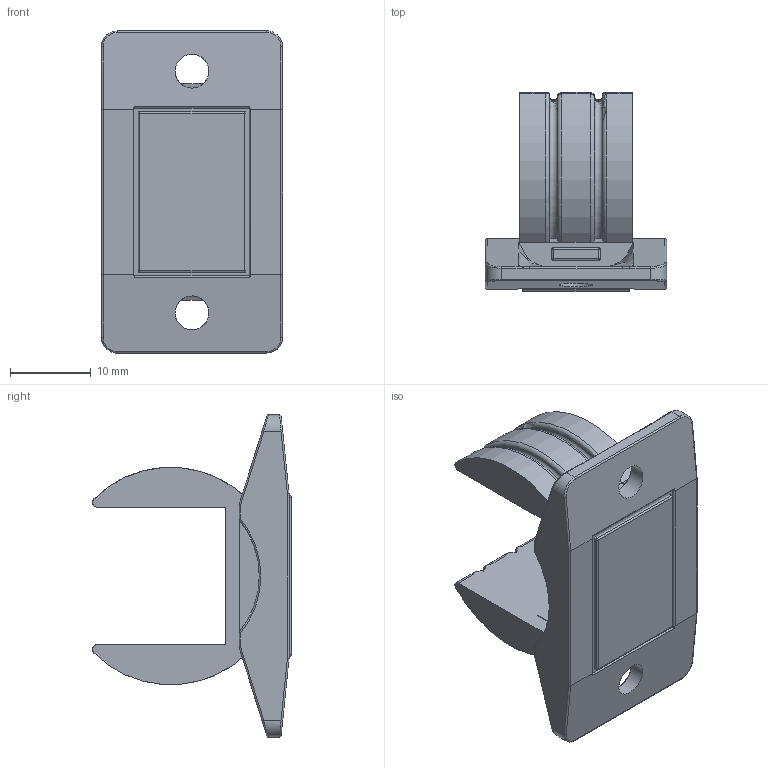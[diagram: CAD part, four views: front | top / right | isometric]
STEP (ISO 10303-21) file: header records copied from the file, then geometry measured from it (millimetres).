
FILE_DESCRIPTION(/* description */ ('Schwenkahlter 180° für Linienbeleuchtung L-14x'),/* implementation_level */ '2;1');
FILE_NAME(/* name */ 'MOUNT_L14-SB180-P_Rev.2018.01.stp',/* time_stamp */ '2019-05-08T17:43:16+02:00',/* author */ ('S. Ludwig'),/* organization */ ('evotron GmbH & Co. KG Pfuetschbergstrasse 16 98527 Suhl'),/* preprocessor_version */ 'ST-DEVELOPER v18.1',/* authorisation */ '');
FILE_SCHEMA (('AUTOMOTIVE_DESIGN { 1 0 10303 214 3 1 1 }'));
Length unit declared in the file: millimetre
Products named in the file (1): Schwenkhalter_L14_Rev.2018.01_Shrinkwrap_1
Bounding box: 22.5 x 24.69 x 40 mm (x, y, z)
Volume: 7804.6 mm3; surface area: 5490.4 mm2
Topology: 3 solids, 3 shells, 262 faces, 634 edges, 376 vertices
Faces by surface type: cylinder 90, bspline 68, plane 58, sphere 20, torus 16, cone 10
Full cylindrical faces by diameter (mm): 4.2 x2
Entity records: 12863 total; most frequent: CARTESIAN_POINT 6800, ORIENTED_EDGE 1264, DIRECTION 1120, EDGE_CURVE 632, AXIS2_PLACEMENT_3D 441, VERTEX_POINT 376, EDGE_LOOP 266, STYLED_ITEM 265
